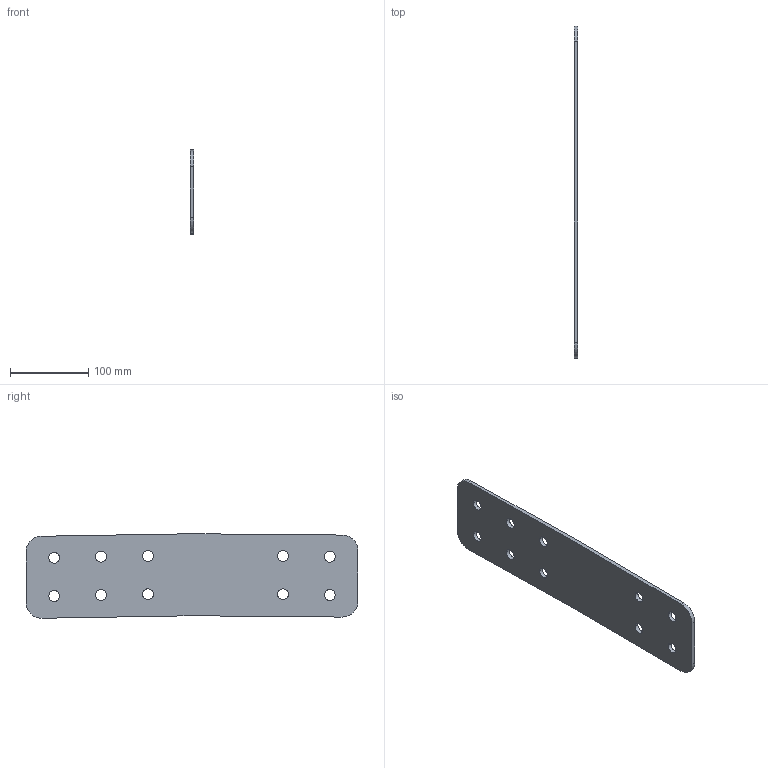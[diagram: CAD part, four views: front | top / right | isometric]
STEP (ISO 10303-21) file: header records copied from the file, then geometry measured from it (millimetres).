
FILE_DESCRIPTION(('CATIA V5 STEP Exchange'),'2;1');
FILE_NAME('P-002-011.stp','2021-02-05T16:16:52+00:00',('none'),('none'),'CATIA Version 5 Release 11 (IN-9)','CATIA V5 STEP AP203',' none');
FILE_SCHEMA(('CONFIG_CONTROL_DESIGN'));
Length unit declared in the file: millimetre
Products named in the file (1): P-002-011
Bounding box: 5 x 425 x 108.19 mm (x, y, z)
Volume: 213738.5 mm3; surface area: 92823.5 mm2
Topology: 1 solids, 1 shells, 30 faces, 84 edges, 56 vertices
Faces by surface type: cylinder 26, plane 4
Entity records: 984 total; most frequent: CARTESIAN_POINT 173, ORIENTED_EDGE 168, DIRECTION 120, EDGE_CURVE 84, AXIS2_PLACEMENT_3D 69, VERTEX_POINT 56, EDGE_LOOP 50, CIRCLE 48
